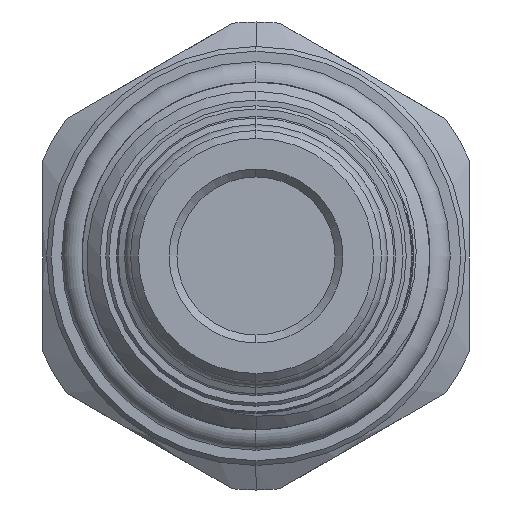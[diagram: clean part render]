
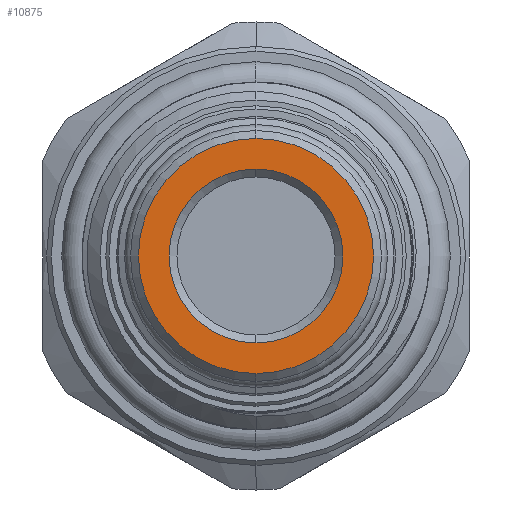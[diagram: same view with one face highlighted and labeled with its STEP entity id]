
A CAD part, left-side view. The second image highlights one B-rep face of the part: STEP entity #10875.
In plain terms, the highlighted planar face has unit normal (-1, 0, 0).
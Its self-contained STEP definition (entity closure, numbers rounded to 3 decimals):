
#321 = CARTESIAN_POINT ( 'NONE',  ( -35.55, 0., 0. ) ) ;
#910 = DIRECTION ( 'NONE',  ( 0., 0., 1. ) ) ;
#1928 = ORIENTED_EDGE ( 'NONE', *, *, #22239, .T. ) ;
#2672 = AXIS2_PLACEMENT_3D ( 'NONE', #13006, #3902, #22486 ) ;
#3031 = VERTEX_POINT ( 'NONE', #33744 ) ;
#3194 = CIRCLE ( 'NONE', #8890, 5.5 ) ;
#3775 = CARTESIAN_POINT ( 'NONE',  ( -35.55, 0., 0. ) ) ;
#3902 = DIRECTION ( 'NONE',  ( 1., 0., 0. ) ) ;
#4153 = PLANE ( 'NONE',  #2672 ) ;
#4167 = EDGE_CURVE ( 'NONE', #3031, #33902, #3194, .T. ) ;
#5270 = DIRECTION ( 'NONE',  ( 1., 0., 0. ) ) ;
#6855 = DIRECTION ( 'NONE',  ( -1., 0., 0. ) ) ;
#8197 = ORIENTED_EDGE ( 'NONE', *, *, #4167, .T. ) ;
#8379 = CIRCLE ( 'NONE', #12440, 7.435 ) ;
#8890 = AXIS2_PLACEMENT_3D ( 'NONE', #37455, #19548, #25667 ) ;
#10414 = AXIS2_PLACEMENT_3D ( 'NONE', #23327, #5270, #14371 ) ;
#10875 = ADVANCED_FACE ( 'NONE', ( #21208, #34491 ), #4153, .F. ) ;
#12066 = DIRECTION ( 'NONE',  ( -1., 0., 0. ) ) ;
#12209 = CIRCLE ( 'NONE', #10414, 5.5 ) ;
#12440 = AXIS2_PLACEMENT_3D ( 'NONE', #3775, #6855, #910 ) ;
#13006 = CARTESIAN_POINT ( 'NONE',  ( -35.55, 0., -7.435 ) ) ;
#14371 = DIRECTION ( 'NONE',  ( 0., 0., -1. ) ) ;
#14386 = VERTEX_POINT ( 'NONE', #37383 ) ;
#18383 = AXIS2_PLACEMENT_3D ( 'NONE', #321, #12066, #24336 ) ;
#19548 = DIRECTION ( 'NONE',  ( 1., 0., 0. ) ) ;
#20925 = CARTESIAN_POINT ( 'NONE',  ( -35.55, 0., 5.5 ) ) ;
#21208 = FACE_BOUND ( 'NONE', #24055, .T. ) ;
#22239 = EDGE_CURVE ( 'NONE', #14386, #37129, #25179, .T. ) ;
#22486 = DIRECTION ( 'NONE',  ( 0., 0., -1. ) ) ;
#23327 = CARTESIAN_POINT ( 'NONE',  ( -35.55, 0., 0. ) ) ;
#24055 = EDGE_LOOP ( 'NONE', ( #36732, #8197 ) ) ;
#24336 = DIRECTION ( 'NONE',  ( 0., 0., 1. ) ) ;
#25179 = CIRCLE ( 'NONE', #18383, 7.435 ) ;
#25667 = DIRECTION ( 'NONE',  ( 0., 0., -1. ) ) ;
#28550 = CARTESIAN_POINT ( 'NONE',  ( -35.55, 0., -7.435 ) ) ;
#33013 = EDGE_LOOP ( 'NONE', ( #36752, #1928 ) ) ;
#33744 = CARTESIAN_POINT ( 'NONE',  ( -35.55, 0., -5.5 ) ) ;
#33902 = VERTEX_POINT ( 'NONE', #20925 ) ;
#34491 = FACE_OUTER_BOUND ( 'NONE', #33013, .T. ) ;
#36732 = ORIENTED_EDGE ( 'NONE', *, *, #37369, .T. ) ;
#36752 = ORIENTED_EDGE ( 'NONE', *, *, #37583, .T. ) ;
#37129 = VERTEX_POINT ( 'NONE', #28550 ) ;
#37369 = EDGE_CURVE ( 'NONE', #33902, #3031, #12209, .T. ) ;
#37383 = CARTESIAN_POINT ( 'NONE',  ( -35.55, 0., 7.435 ) ) ;
#37455 = CARTESIAN_POINT ( 'NONE',  ( -35.55, 0., 0. ) ) ;
#37583 = EDGE_CURVE ( 'NONE', #37129, #14386, #8379, .T. ) ;
